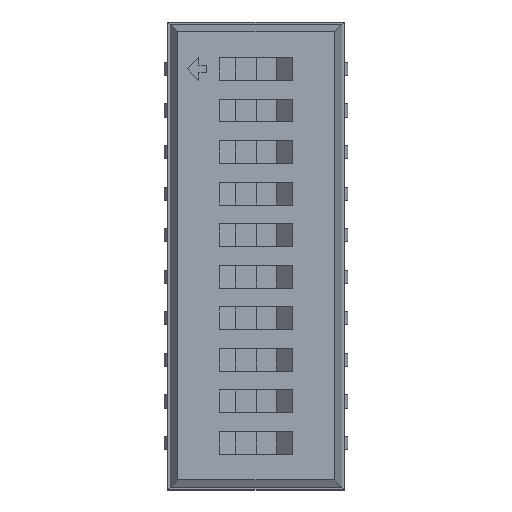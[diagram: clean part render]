
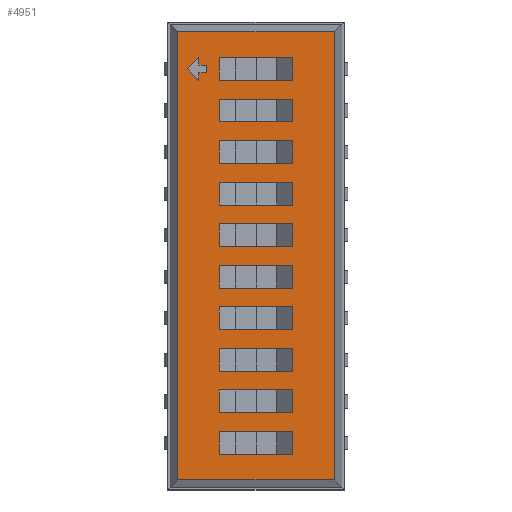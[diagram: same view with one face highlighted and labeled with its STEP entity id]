
A CAD part, top view. The second image highlights one B-rep face of the part: STEP entity #4951.
In plain terms, the highlighted planar face has unit normal (0, 0, 1).
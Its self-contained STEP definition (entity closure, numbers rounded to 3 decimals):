
#27=VECTOR('',#28,1.);
#28=DIRECTION('',(1.,0.,0.));
#51=VECTOR('',#52,1.);
#52=DIRECTION('',(0.,1.,0.));
#60=VECTOR('',#61,1.);
#61=DIRECTION('',(0.,-1.,0.));
#276=VECTOR('',#277,1.);
#277=DIRECTION('',(-1.,0.,0.));
#492=DIRECTION('',(0.,0.,-1.));
#4901=VERTEX_POINT('',#4902);
#4902=CARTESIAN_POINT('',(2.397,-6.847,2.4));
#4904=ORIENTED_EDGE('',*,*,#4905,.F.);
#4905=EDGE_CURVE('',#4906,#4901,#4908,.T.);
#4906=VERTEX_POINT('',#4907);
#4907=CARTESIAN_POINT('',(-2.397,-6.847,2.4));
#4908=LINE('',#4907,#27);
#4943=VERTEX_POINT('',#4944);
#4944=CARTESIAN_POINT('',(2.397,6.847,2.4));
#4946=ORIENTED_EDGE('',*,*,#4947,.F.);
#4947=EDGE_CURVE('',#4901,#4943,#4948,.T.);
#4948=LINE('',#4902,#51);
#4951=ADVANCED_FACE('',(#4952,#4962,#4984,#5025,#5047,#5069,#5091,#5113,#5135,#5157,#5179,#5201),#5223,.F.);
#4952=FACE_BOUND('',#4953,.F.);
#4953=EDGE_LOOP('',(#4946,#4904,#4954,#4959));
#4954=ORIENTED_EDGE('',*,*,#4955,.F.);
#4955=EDGE_CURVE('',#4956,#4906,#4958,.T.);
#4956=VERTEX_POINT('',#4957);
#4957=CARTESIAN_POINT('',(-2.397,6.847,2.4));
#4958=LINE('',#4957,#60);
#4959=ORIENTED_EDGE('',*,*,#4960,.F.);
#4960=EDGE_CURVE('',#4943,#4956,#4961,.T.);
#4961=LINE('',#4944,#276);
#4962=FACE_BOUND('',#4963,.F.);
#4963=EDGE_LOOP('',(#4964,#4971,#4976,#4981));
#4964=ORIENTED_EDGE('',*,*,#4965,.T.);
#4965=EDGE_CURVE('',#4966,#4968,#4970,.T.);
#4966=VERTEX_POINT('',#4967);
#4967=CARTESIAN_POINT('',(-1.125,5.365,2.4));
#4968=VERTEX_POINT('',#4969);
#4969=CARTESIAN_POINT('',(1.125,5.365,2.4));
#4970=LINE('',#4967,#27);
#4971=ORIENTED_EDGE('',*,*,#4972,.T.);
#4972=EDGE_CURVE('',#4968,#4973,#4975,.T.);
#4973=VERTEX_POINT('',#4974);
#4974=CARTESIAN_POINT('',(1.125,6.065,2.4));
#4975=LINE('',#4969,#51);
#4976=ORIENTED_EDGE('',*,*,#4977,.T.);
#4977=EDGE_CURVE('',#4973,#4978,#4980,.T.);
#4978=VERTEX_POINT('',#4979);
#4979=CARTESIAN_POINT('',(-1.125,6.065,2.4));
#4980=LINE('',#4974,#276);
#4981=ORIENTED_EDGE('',*,*,#4982,.T.);
#4982=EDGE_CURVE('',#4978,#4966,#4983,.T.);
#4983=LINE('',#4979,#60);
#4984=FACE_BOUND('',#4985,.F.);
#4985=EDGE_LOOP('',(#4986,#4995,#5000,#5005,#5010,#5015,#5020));
#4986=ORIENTED_EDGE('',*,*,#4987,.T.);
#4987=EDGE_CURVE('',#4988,#4990,#4992,.T.);
#4988=VERTEX_POINT('',#4989);
#4989=CARTESIAN_POINT('',(-2.097,5.715,2.4));
#4990=VERTEX_POINT('',#4991);
#4991=CARTESIAN_POINT('',(-1.747,5.365,2.4));
#4992=LINE('',#4989,#4993);
#4993=VECTOR('',#4994,1.);
#4994=DIRECTION('',(0.707,-0.707,0.));
#4995=ORIENTED_EDGE('',*,*,#4996,.T.);
#4996=EDGE_CURVE('',#4990,#4997,#4999,.T.);
#4997=VERTEX_POINT('',#4998);
#4998=CARTESIAN_POINT('',(-1.747,5.598,2.4));
#4999=LINE('',#4991,#51);
#5000=ORIENTED_EDGE('',*,*,#5001,.T.);
#5001=EDGE_CURVE('',#4997,#5002,#5004,.T.);
#5002=VERTEX_POINT('',#5003);
#5003=CARTESIAN_POINT('',(-1.513,5.598,2.4));
#5004=LINE('',#4998,#27);
#5005=ORIENTED_EDGE('',*,*,#5006,.T.);
#5006=EDGE_CURVE('',#5002,#5007,#5009,.T.);
#5007=VERTEX_POINT('',#5008);
#5008=CARTESIAN_POINT('',(-1.513,5.832,2.4));
#5009=LINE('',#5003,#51);
#5010=ORIENTED_EDGE('',*,*,#5011,.T.);
#5011=EDGE_CURVE('',#5007,#5012,#5014,.T.);
#5012=VERTEX_POINT('',#5013);
#5013=CARTESIAN_POINT('',(-1.747,5.832,2.4));
#5014=LINE('',#5008,#276);
#5015=ORIENTED_EDGE('',*,*,#5016,.T.);
#5016=EDGE_CURVE('',#5012,#5017,#5019,.T.);
#5017=VERTEX_POINT('',#5018);
#5018=CARTESIAN_POINT('',(-1.747,6.065,2.4));
#5019=LINE('',#5013,#51);
#5020=ORIENTED_EDGE('',*,*,#5021,.T.);
#5021=EDGE_CURVE('',#5017,#4988,#5022,.T.);
#5022=LINE('',#5018,#5023);
#5023=VECTOR('',#5024,1.);
#5024=DIRECTION('',(-0.707,-0.707,0.));
#5025=FACE_BOUND('',#5026,.F.);
#5026=EDGE_LOOP('',(#5027,#5034,#5039,#5044));
#5027=ORIENTED_EDGE('',*,*,#5028,.T.);
#5028=EDGE_CURVE('',#5029,#5031,#5033,.T.);
#5029=VERTEX_POINT('',#5030);
#5030=CARTESIAN_POINT('',(-1.125,4.795,2.4));
#5031=VERTEX_POINT('',#5032);
#5032=CARTESIAN_POINT('',(-1.125,4.095,2.4));
#5033=LINE('',#5030,#60);
#5034=ORIENTED_EDGE('',*,*,#5035,.T.);
#5035=EDGE_CURVE('',#5031,#5036,#5038,.T.);
#5036=VERTEX_POINT('',#5037);
#5037=CARTESIAN_POINT('',(1.125,4.095,2.4));
#5038=LINE('',#5032,#27);
#5039=ORIENTED_EDGE('',*,*,#5040,.T.);
#5040=EDGE_CURVE('',#5036,#5041,#5043,.T.);
#5041=VERTEX_POINT('',#5042);
#5042=CARTESIAN_POINT('',(1.125,4.795,2.4));
#5043=LINE('',#5037,#51);
#5044=ORIENTED_EDGE('',*,*,#5045,.T.);
#5045=EDGE_CURVE('',#5041,#5029,#5046,.T.);
#5046=LINE('',#5042,#276);
#5047=FACE_BOUND('',#5048,.F.);
#5048=EDGE_LOOP('',(#5049,#5056,#5061,#5066));
#5049=ORIENTED_EDGE('',*,*,#5050,.T.);
#5050=EDGE_CURVE('',#5051,#5053,#5055,.T.);
#5051=VERTEX_POINT('',#5052);
#5052=CARTESIAN_POINT('',(-1.125,-3.525,2.4));
#5053=VERTEX_POINT('',#5054);
#5054=CARTESIAN_POINT('',(1.125,-3.525,2.4));
#5055=LINE('',#5052,#27);
#5056=ORIENTED_EDGE('',*,*,#5057,.T.);
#5057=EDGE_CURVE('',#5053,#5058,#5060,.T.);
#5058=VERTEX_POINT('',#5059);
#5059=CARTESIAN_POINT('',(1.125,-2.825,2.4));
#5060=LINE('',#5054,#51);
#5061=ORIENTED_EDGE('',*,*,#5062,.T.);
#5062=EDGE_CURVE('',#5058,#5063,#5065,.T.);
#5063=VERTEX_POINT('',#5064);
#5064=CARTESIAN_POINT('',(-1.125,-2.825,2.4));
#5065=LINE('',#5059,#276);
#5066=ORIENTED_EDGE('',*,*,#5067,.T.);
#5067=EDGE_CURVE('',#5063,#5051,#5068,.T.);
#5068=LINE('',#5064,#60);
#5069=FACE_BOUND('',#5070,.F.);
#5070=EDGE_LOOP('',(#5071,#5078,#5083,#5088));
#5071=ORIENTED_EDGE('',*,*,#5072,.T.);
#5072=EDGE_CURVE('',#5073,#5075,#5077,.T.);
#5073=VERTEX_POINT('',#5074);
#5074=CARTESIAN_POINT('',(1.125,-1.555,2.4));
#5075=VERTEX_POINT('',#5076);
#5076=CARTESIAN_POINT('',(-1.125,-1.555,2.4));
#5077=LINE('',#5074,#276);
#5078=ORIENTED_EDGE('',*,*,#5079,.T.);
#5079=EDGE_CURVE('',#5075,#5080,#5082,.T.);
#5080=VERTEX_POINT('',#5081);
#5081=CARTESIAN_POINT('',(-1.125,-2.255,2.4));
#5082=LINE('',#5076,#60);
#5083=ORIENTED_EDGE('',*,*,#5084,.T.);
#5084=EDGE_CURVE('',#5080,#5085,#5087,.T.);
#5085=VERTEX_POINT('',#5086);
#5086=CARTESIAN_POINT('',(1.125,-2.255,2.4));
#5087=LINE('',#5081,#27);
#5088=ORIENTED_EDGE('',*,*,#5089,.T.);
#5089=EDGE_CURVE('',#5085,#5073,#5090,.T.);
#5090=LINE('',#5086,#51);
#5091=FACE_BOUND('',#5092,.F.);
#5092=EDGE_LOOP('',(#5093,#5100,#5105,#5110));
#5093=ORIENTED_EDGE('',*,*,#5094,.T.);
#5094=EDGE_CURVE('',#5095,#5097,#5099,.T.);
#5095=VERTEX_POINT('',#5096);
#5096=CARTESIAN_POINT('',(-1.125,-4.095,2.4));
#5097=VERTEX_POINT('',#5098);
#5098=CARTESIAN_POINT('',(-1.125,-4.795,2.4));
#5099=LINE('',#5096,#60);
#5100=ORIENTED_EDGE('',*,*,#5101,.T.);
#5101=EDGE_CURVE('',#5097,#5102,#5104,.T.);
#5102=VERTEX_POINT('',#5103);
#5103=CARTESIAN_POINT('',(1.125,-4.795,2.4));
#5104=LINE('',#5098,#27);
#5105=ORIENTED_EDGE('',*,*,#5106,.T.);
#5106=EDGE_CURVE('',#5102,#5107,#5109,.T.);
#5107=VERTEX_POINT('',#5108);
#5108=CARTESIAN_POINT('',(1.125,-4.095,2.4));
#5109=LINE('',#5103,#51);
#5110=ORIENTED_EDGE('',*,*,#5111,.T.);
#5111=EDGE_CURVE('',#5107,#5095,#5112,.T.);
#5112=LINE('',#5108,#276);
#5113=FACE_BOUND('',#5114,.F.);
#5114=EDGE_LOOP('',(#5115,#5122,#5127,#5132));
#5115=ORIENTED_EDGE('',*,*,#5116,.T.);
#5116=EDGE_CURVE('',#5117,#5119,#5121,.T.);
#5117=VERTEX_POINT('',#5118);
#5118=CARTESIAN_POINT('',(1.125,-5.365,2.4));
#5119=VERTEX_POINT('',#5120);
#5120=CARTESIAN_POINT('',(-1.125,-5.365,2.4));
#5121=LINE('',#5118,#276);
#5122=ORIENTED_EDGE('',*,*,#5123,.T.);
#5123=EDGE_CURVE('',#5119,#5124,#5126,.T.);
#5124=VERTEX_POINT('',#5125);
#5125=CARTESIAN_POINT('',(-1.125,-6.065,2.4));
#5126=LINE('',#5120,#60);
#5127=ORIENTED_EDGE('',*,*,#5128,.T.);
#5128=EDGE_CURVE('',#5124,#5129,#5131,.T.);
#5129=VERTEX_POINT('',#5130);
#5130=CARTESIAN_POINT('',(1.125,-6.065,2.4));
#5131=LINE('',#5125,#27);
#5132=ORIENTED_EDGE('',*,*,#5133,.T.);
#5133=EDGE_CURVE('',#5129,#5117,#5134,.T.);
#5134=LINE('',#5130,#51);
#5135=FACE_BOUND('',#5136,.F.);
#5136=EDGE_LOOP('',(#5137,#5144,#5149,#5154));
#5137=ORIENTED_EDGE('',*,*,#5138,.T.);
#5138=EDGE_CURVE('',#5139,#5141,#5143,.T.);
#5139=VERTEX_POINT('',#5140);
#5140=CARTESIAN_POINT('',(-1.125,0.985,2.4));
#5141=VERTEX_POINT('',#5142);
#5142=CARTESIAN_POINT('',(-1.125,0.285,2.4));
#5143=LINE('',#5140,#60);
#5144=ORIENTED_EDGE('',*,*,#5145,.T.);
#5145=EDGE_CURVE('',#5141,#5146,#5148,.T.);
#5146=VERTEX_POINT('',#5147);
#5147=CARTESIAN_POINT('',(1.125,0.285,2.4));
#5148=LINE('',#5142,#27);
#5149=ORIENTED_EDGE('',*,*,#5150,.T.);
#5150=EDGE_CURVE('',#5146,#5151,#5153,.T.);
#5151=VERTEX_POINT('',#5152);
#5152=CARTESIAN_POINT('',(1.125,0.985,2.4));
#5153=LINE('',#5147,#51);
#5154=ORIENTED_EDGE('',*,*,#5155,.T.);
#5155=EDGE_CURVE('',#5151,#5139,#5156,.T.);
#5156=LINE('',#5152,#276);
#5157=FACE_BOUND('',#5158,.F.);
#5158=EDGE_LOOP('',(#5159,#5166,#5171,#5176));
#5159=ORIENTED_EDGE('',*,*,#5160,.T.);
#5160=EDGE_CURVE('',#5161,#5163,#5165,.T.);
#5161=VERTEX_POINT('',#5162);
#5162=CARTESIAN_POINT('',(1.125,-0.985,2.4));
#5163=VERTEX_POINT('',#5164);
#5164=CARTESIAN_POINT('',(1.125,-0.285,2.4));
#5165=LINE('',#5162,#51);
#5166=ORIENTED_EDGE('',*,*,#5167,.T.);
#5167=EDGE_CURVE('',#5163,#5168,#5170,.T.);
#5168=VERTEX_POINT('',#5169);
#5169=CARTESIAN_POINT('',(-1.125,-0.285,2.4));
#5170=LINE('',#5164,#276);
#5171=ORIENTED_EDGE('',*,*,#5172,.T.);
#5172=EDGE_CURVE('',#5168,#5173,#5175,.T.);
#5173=VERTEX_POINT('',#5174);
#5174=CARTESIAN_POINT('',(-1.125,-0.985,2.4));
#5175=LINE('',#5169,#60);
#5176=ORIENTED_EDGE('',*,*,#5177,.T.);
#5177=EDGE_CURVE('',#5173,#5161,#5178,.T.);
#5178=LINE('',#5174,#27);
#5179=FACE_BOUND('',#5180,.F.);
#5180=EDGE_LOOP('',(#5181,#5188,#5193,#5198));
#5181=ORIENTED_EDGE('',*,*,#5182,.T.);
#5182=EDGE_CURVE('',#5183,#5185,#5187,.T.);
#5183=VERTEX_POINT('',#5184);
#5184=CARTESIAN_POINT('',(1.125,1.555,2.4));
#5185=VERTEX_POINT('',#5186);
#5186=CARTESIAN_POINT('',(1.125,2.255,2.4));
#5187=LINE('',#5184,#51);
#5188=ORIENTED_EDGE('',*,*,#5189,.T.);
#5189=EDGE_CURVE('',#5185,#5190,#5192,.T.);
#5190=VERTEX_POINT('',#5191);
#5191=CARTESIAN_POINT('',(-1.125,2.255,2.4));
#5192=LINE('',#5186,#276);
#5193=ORIENTED_EDGE('',*,*,#5194,.T.);
#5194=EDGE_CURVE('',#5190,#5195,#5197,.T.);
#5195=VERTEX_POINT('',#5196);
#5196=CARTESIAN_POINT('',(-1.125,1.555,2.4));
#5197=LINE('',#5191,#60);
#5198=ORIENTED_EDGE('',*,*,#5199,.T.);
#5199=EDGE_CURVE('',#5195,#5183,#5200,.T.);
#5200=LINE('',#5196,#27);
#5201=FACE_BOUND('',#5202,.F.);
#5202=EDGE_LOOP('',(#5203,#5210,#5215,#5220));
#5203=ORIENTED_EDGE('',*,*,#5204,.T.);
#5204=EDGE_CURVE('',#5205,#5207,#5209,.T.);
#5205=VERTEX_POINT('',#5206);
#5206=CARTESIAN_POINT('',(-1.125,3.525,2.4));
#5207=VERTEX_POINT('',#5208);
#5208=CARTESIAN_POINT('',(-1.125,2.825,2.4));
#5209=LINE('',#5206,#60);
#5210=ORIENTED_EDGE('',*,*,#5211,.T.);
#5211=EDGE_CURVE('',#5207,#5212,#5214,.T.);
#5212=VERTEX_POINT('',#5213);
#5213=CARTESIAN_POINT('',(1.125,2.825,2.4));
#5214=LINE('',#5208,#27);
#5215=ORIENTED_EDGE('',*,*,#5216,.T.);
#5216=EDGE_CURVE('',#5212,#5217,#5219,.T.);
#5217=VERTEX_POINT('',#5218);
#5218=CARTESIAN_POINT('',(1.125,3.525,2.4));
#5219=LINE('',#5213,#51);
#5220=ORIENTED_EDGE('',*,*,#5221,.T.);
#5221=EDGE_CURVE('',#5217,#5205,#5222,.T.);
#5222=LINE('',#5218,#276);
#5223=PLANE('',#5224);
#5224=AXIS2_PLACEMENT_3D('',#4902,#492,#5225);
#5225=DIRECTION('',(-0.33,0.944,0.));
